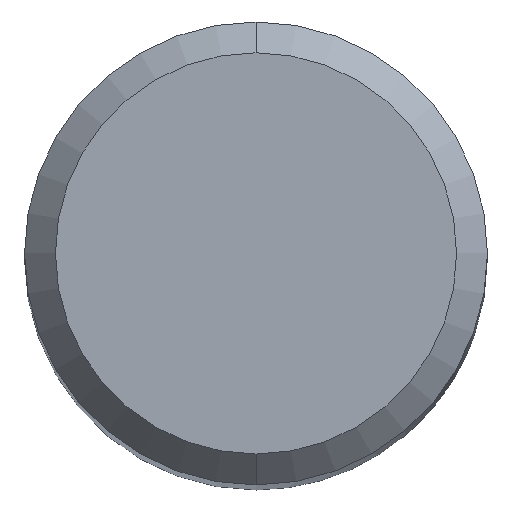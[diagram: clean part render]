
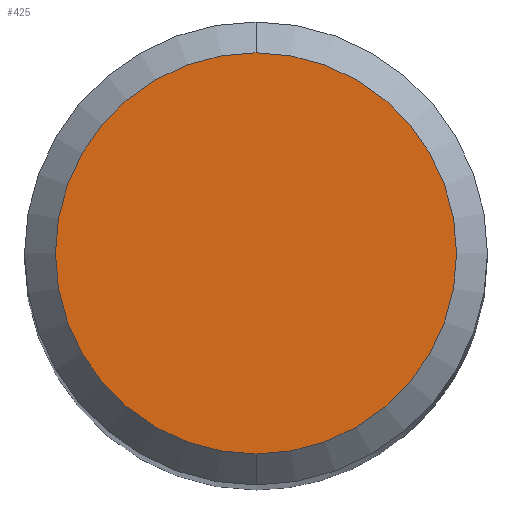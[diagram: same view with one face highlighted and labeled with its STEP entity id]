
A CAD part, top view. The second image highlights one B-rep face of the part: STEP entity #425.
In plain terms, the highlighted planar face has unit normal (0, 0, 1).
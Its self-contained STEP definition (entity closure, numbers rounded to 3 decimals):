
#391=VERTEX_POINT('',#993);
#425=ADVANCED_FACE('',(#1029),#1030,.T.);
#489=EDGE_CURVE('',#391,#537,#1096,.T.);
#537=VERTEX_POINT('',#1147);
#675=EDGE_CURVE('',#537,#391,#1297,.T.);
#993=CARTESIAN_POINT('',(0.,-2.6,0.0));
#1029=FACE_OUTER_BOUND('',#2340,.T.);
#1030=PLANE('',#2341);
#1096=CIRCLE('',#2468,2.6);
#1147=CARTESIAN_POINT('',(0.0,2.6,0.0));
#1297=CIRCLE('',#3535,2.6);
#2340=EDGE_LOOP('',(#5139,#5140));
#2341=AXIS2_PLACEMENT_3D('',#5141,#5142,#5143);
#2468=AXIS2_PLACEMENT_3D('',#5185,#5186,#5187);
#3535=AXIS2_PLACEMENT_3D('',#5364,#5365,#5366);
#5139=ORIENTED_EDGE('',*,*,#675,.F.);
#5140=ORIENTED_EDGE('',*,*,#489,.F.);
#5141=CARTESIAN_POINT('',(0.0,1.3,0.0));
#5142=DIRECTION('',(-0.0,0.0,1.0));
#5143=DIRECTION('',(0.0,-1.0,0.0));
#5185=CARTESIAN_POINT('',(0.0,0.0,0.0));
#5186=DIRECTION('',(0.0,0.0,-1.0));
#5187=DIRECTION('',(0.0,1.0,0.0));
#5364=CARTESIAN_POINT('',(0.0,0.0,0.0));
#5365=DIRECTION('',(0.0,0.0,-1.0));
#5366=DIRECTION('',(0.0,1.0,0.0));
